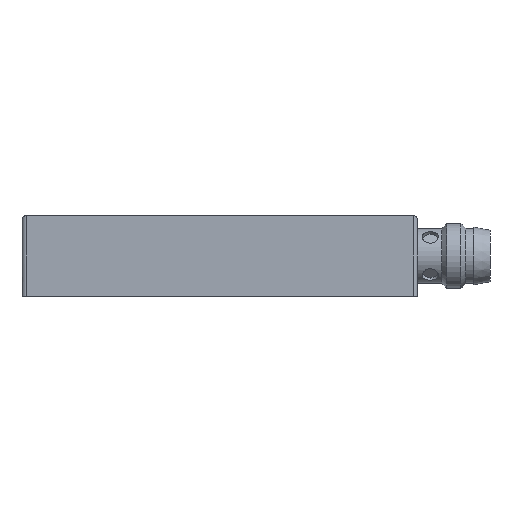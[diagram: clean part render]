
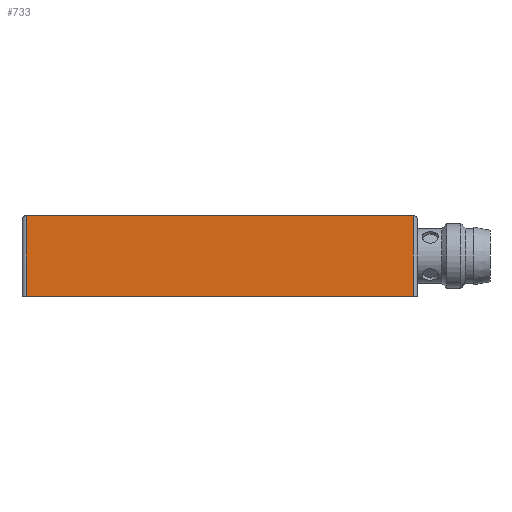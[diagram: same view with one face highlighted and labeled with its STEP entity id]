
A CAD part, front view. The second image highlights one B-rep face of the part: STEP entity #733.
In plain terms, the highlighted planar face has unit normal (0, -1, 0).
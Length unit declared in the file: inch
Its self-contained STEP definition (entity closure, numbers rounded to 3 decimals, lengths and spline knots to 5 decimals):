
#52 = DIRECTION ( 'NONE',  ( 0., 0., -1. ) ) ;
#111 = ORIENTED_EDGE ( 'NONE', *, *, #178, .T. ) ;
#132 = CARTESIAN_POINT ( 'NONE',  ( 1.90945, -0.23622, -0.19685 ) ) ;
#178 = EDGE_CURVE ( 'NONE', #1843, #1691, #2314, .T. ) ;
#221 = EDGE_CURVE ( 'NONE', #1209, #1817, #777, .T. ) ;
#271 = CARTESIAN_POINT ( 'NONE',  ( 0., -0.23622, 0.19685 ) ) ;
#285 = VECTOR ( 'NONE', #1716, 39.37008 ) ;
#343 = ORIENTED_EDGE ( 'NONE', *, *, #221, .T. ) ;
#368 = CARTESIAN_POINT ( 'NONE',  ( 0.01969, -0.23622, -0.19685 ) ) ;
#444 = CARTESIAN_POINT ( 'NONE',  ( 0.01969, -0.23622, -0.19685 ) ) ;
#733 = ADVANCED_FACE ( 'NONE', ( #1889 ), #2382, .T. ) ;
#777 = LINE ( 'NONE', #1511, #1751 ) ;
#809 = LINE ( 'NONE', #1344, #285 ) ;
#943 = VECTOR ( 'NONE', #1745, 39.37008 ) ;
#1078 = CARTESIAN_POINT ( 'NONE',  ( 0.01969, -0.23622, 0.19685 ) ) ;
#1111 = DIRECTION ( 'NONE',  ( 0., 0., 1. ) ) ;
#1209 = VERTEX_POINT ( 'NONE', #132 ) ;
#1316 = AXIS2_PLACEMENT_3D ( 'NONE', #271, #1636, #52 ) ;
#1344 = CARTESIAN_POINT ( 'NONE',  ( 0., -0.23622, -0.19685 ) ) ;
#1450 = VECTOR ( 'NONE', #1886, 39.37008 ) ;
#1511 = CARTESIAN_POINT ( 'NONE',  ( 1.90945, -0.23622, 0.19685 ) ) ;
#1521 = LINE ( 'NONE', #1679, #1450 ) ;
#1547 = EDGE_CURVE ( 'NONE', #1843, #1817, #1521, .T. ) ;
#1600 = EDGE_CURVE ( 'NONE', #1209, #1691, #809, .T. ) ;
#1636 = DIRECTION ( 'NONE',  ( 0., -1., 0. ) ) ;
#1656 = EDGE_LOOP ( 'NONE', ( #1845, #343, #1895, #111 ) ) ;
#1666 = CARTESIAN_POINT ( 'NONE',  ( 1.90945, -0.23622, 0.19685 ) ) ;
#1679 = CARTESIAN_POINT ( 'NONE',  ( 0., -0.23622, 0.19685 ) ) ;
#1691 = VERTEX_POINT ( 'NONE', #444 ) ;
#1716 = DIRECTION ( 'NONE',  ( -1., 0., 0. ) ) ;
#1745 = DIRECTION ( 'NONE',  ( 0., 0., -1. ) ) ;
#1751 = VECTOR ( 'NONE', #1111, 39.37008 ) ;
#1817 = VERTEX_POINT ( 'NONE', #1666 ) ;
#1843 = VERTEX_POINT ( 'NONE', #1078 ) ;
#1845 = ORIENTED_EDGE ( 'NONE', *, *, #1600, .F. ) ;
#1886 = DIRECTION ( 'NONE',  ( 1., 0., 0. ) ) ;
#1889 = FACE_OUTER_BOUND ( 'NONE', #1656, .T. ) ;
#1895 = ORIENTED_EDGE ( 'NONE', *, *, #1547, .F. ) ;
#2314 = LINE ( 'NONE', #368, #943 ) ;
#2382 = PLANE ( 'NONE',  #1316 ) ;
